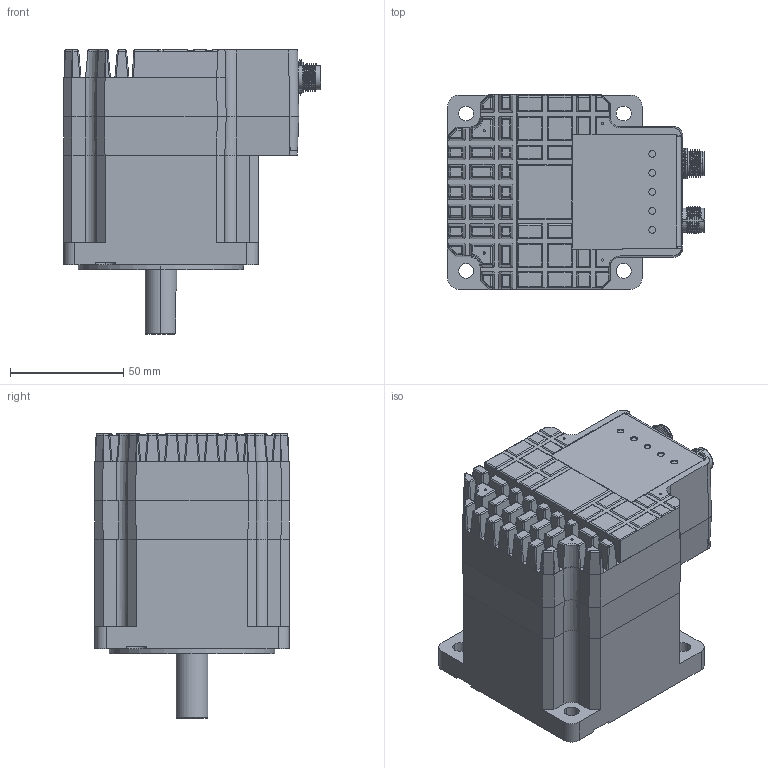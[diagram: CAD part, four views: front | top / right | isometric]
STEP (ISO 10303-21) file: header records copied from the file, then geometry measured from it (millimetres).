
FILE_DESCRIPTION (( 'STEP AP214' ), '1' );
FILE_NAME ('MST340C50BT2MP9.0J R1_1.STEP', '2020-06-18T14:05:36', ( '' ), ( '' ), 'SwSTEP 2.0', 'SolidWorks 2018', '' );
FILE_SCHEMA (( 'AUTOMOTIVE_DESIGN' ));
Length unit declared in the file: millimetre
Products named in the file (2): MST340C50BT2MP9.0J R1_1
Bounding box: 113.86 x 86.41 x 125.5 mm (x, y, z)
Volume: 654579.5 mm3; surface area: 85691.9 mm2
Topology: 1 solids, 15 shells, 1299 faces, 3262 edges, 2034 vertices
Faces by surface type: cylinder 540, plane 416, bspline 271, cone 72
Entity records: 70808 total; most frequent: CARTESIAN_POINT 28512, ORIENTED_EDGE 6480, DIRECTION 4831, EDGE_CURVE 3240, VERTEX_POINT 2034, AXIS2_PLACEMENT_3D 1728, EDGE_LOOP 1390, LINE 1375
